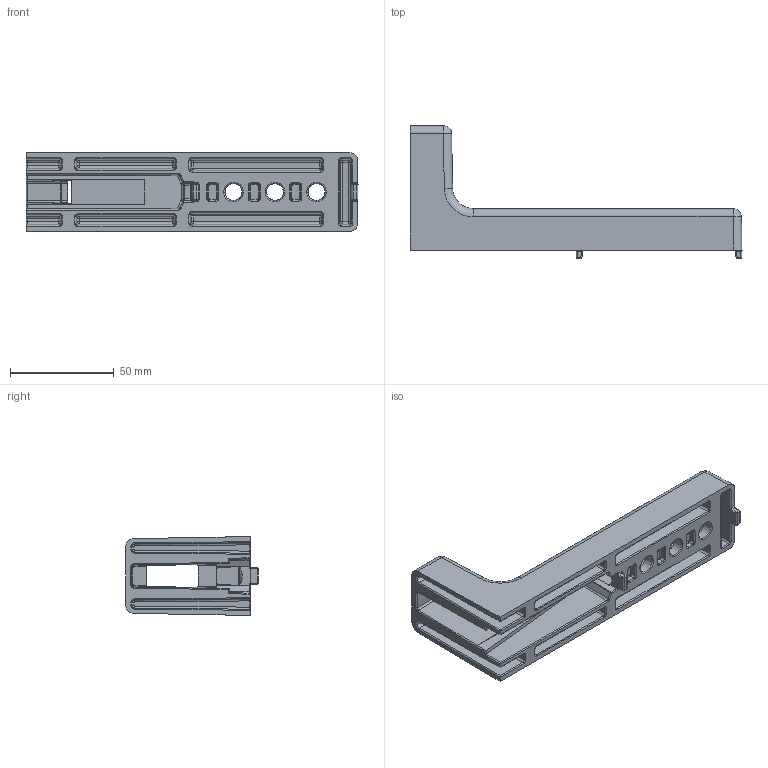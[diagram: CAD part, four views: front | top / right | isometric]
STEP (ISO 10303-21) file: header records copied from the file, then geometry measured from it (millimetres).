
FILE_DESCRIPTION (( 'STEP AP214' ), '1' );
FILE_NAME ('282146205.STEP', '2014-02-20T13:47:02', ( '' ), ( '' ), 'SwSTEP 2.0', 'SolidWorks 2014', '' );
FILE_SCHEMA (( 'AUTOMOTIVE_DESIGN' ));
Length unit declared in the file: millimetre
Products named in the file (1): 282146205
Bounding box: 160.01 x 64 x 38 mm (x, y, z)
Volume: 73212.7 mm3; surface area: 41736.4 mm2
Topology: 1 solids, 1 shells, 436 faces, 1008 edges, 574 vertices
Faces by surface type: cylinder 200, bspline 137, plane 89, cone 10
Entity records: 21790 total; most frequent: CARTESIAN_POINT 8142, ORIENTED_EDGE 2008, DIRECTION 1597, EDGE_CURVE 1004, VERTEX_POINT 574, AXIS2_PLACEMENT_3D 574, EDGE_LOOP 450, VECTOR 449
